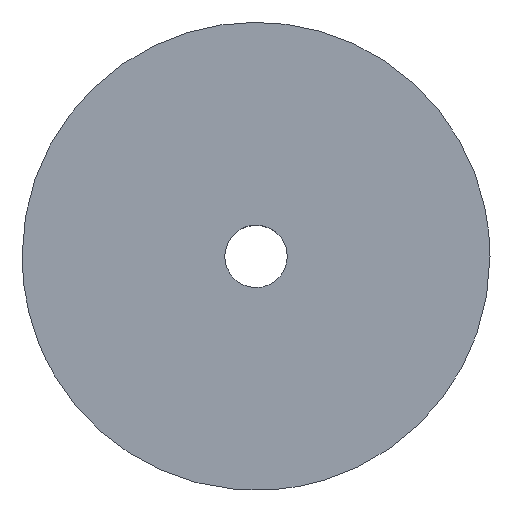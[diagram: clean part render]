
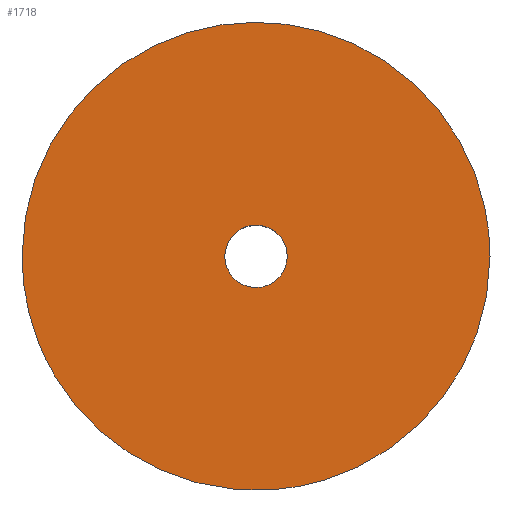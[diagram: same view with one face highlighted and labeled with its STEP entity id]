
A CAD part, top view. The second image highlights one B-rep face of the part: STEP entity #1718.
In plain terms, the highlighted free-form (B-spline) face has degree [1, 1] with [2, 2] control points.
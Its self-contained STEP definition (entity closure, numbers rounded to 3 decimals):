
#557=CARTESIAN_POINT('',(0.122,-1.996,16.0));
#558=VERTEX_POINT('',#557);
#564=CARTESIAN_POINT('',(2.0,0.0,16.0));
#565=VERTEX_POINT('',#564);
#566=CARTESIAN_POINT('',(2.0,0.0,16.0));
#567=CARTESIAN_POINT('',(2.,-1.881,16.));
#568=CARTESIAN_POINT('',(0.122,-1.996,16.0));
#576=(BOUNDED_CURVE()B_SPLINE_CURVE(2,(#566,#567,#568),.UNSPECIFIED.,.F.,.U.)B_SPLINE_CURVE_WITH_KNOTS((3,3),(0.5,0.739),.UNSPECIFIED.)CURVE()GEOMETRIC_REPRESENTATION_ITEM()RATIONAL_B_SPLINE_CURVE((1.0,0.72,0.976))REPRESENTATION_ITEM(''));
#577=EDGE_CURVE('',#565,#558,#576,.T.);
#579=CARTESIAN_POINT('',(-0.236,1.986,16.0));
#580=VERTEX_POINT('',#579);
#581=CARTESIAN_POINT('',(-0.236,1.986,16.));
#582=CARTESIAN_POINT('',(-0.118,2.,16.0));
#583=CARTESIAN_POINT('',(0.0,2.0,16.0));
#584=CARTESIAN_POINT('',(2.,2.,16.));
#585=CARTESIAN_POINT('',(2.0,0.0,16.0));
#593=(BOUNDED_CURVE()B_SPLINE_CURVE(2,(#581,#582,#583,#584,#585),.UNSPECIFIED.,.F.,.U.)B_SPLINE_CURVE_WITH_KNOTS((3,2,3),(0.23,0.25,0.5),.UNSPECIFIED.)CURVE()GEOMETRIC_REPRESENTATION_ITEM()RATIONAL_B_SPLINE_CURVE((0.956,0.976,1.0,0.707,1.0))REPRESENTATION_ITEM(''));
#594=EDGE_CURVE('',#580,#565,#593,.T.);
#638=CARTESIAN_POINT('',(-2.0,0.0,16.0));
#639=VERTEX_POINT('',#638);
#640=CARTESIAN_POINT('',(-2.0,0.0,16.0));
#641=CARTESIAN_POINT('',(-2.,1.776,16.));
#642=CARTESIAN_POINT('',(-0.236,1.986,16.));
#650=(BOUNDED_CURVE()B_SPLINE_CURVE(2,(#640,#641,#642),.UNSPECIFIED.,.F.,.U.)B_SPLINE_CURVE_WITH_KNOTS((3,3),(0.0,0.23),.UNSPECIFIED.)CURVE()GEOMETRIC_REPRESENTATION_ITEM()RATIONAL_B_SPLINE_CURVE((1.0,0.731,0.956))REPRESENTATION_ITEM(''));
#651=EDGE_CURVE('',#639,#580,#650,.T.);
#653=CARTESIAN_POINT('',(0.122,-1.996,16.0));
#654=CARTESIAN_POINT('',(0.061,-2.,16.));
#655=CARTESIAN_POINT('',(0.0,-2.0,16.0));
#656=CARTESIAN_POINT('',(-2.,-2.,16.));
#657=CARTESIAN_POINT('',(-2.0,0.0,16.0));
#665=(BOUNDED_CURVE()B_SPLINE_CURVE(2,(#653,#654,#655,#656,#657),.UNSPECIFIED.,.F.,.U.)B_SPLINE_CURVE_WITH_KNOTS((3,2,3),(0.739,0.75,1.0),.UNSPECIFIED.)CURVE()GEOMETRIC_REPRESENTATION_ITEM()RATIONAL_B_SPLINE_CURVE((0.976,0.988,1.0,0.707,1.0))REPRESENTATION_ITEM(''));
#666=EDGE_CURVE('',#558,#639,#665,.T.);
#1290=CARTESIAN_POINT('',(1.177,-14.954,16.));
#1291=VERTEX_POINT('',#1290);
#1297=CARTESIAN_POINT('',(-13.948,-5.519,16.));
#1298=VERTEX_POINT('',#1297);
#1299=CARTESIAN_POINT('',(1.177,-14.954,16.));
#1300=CARTESIAN_POINT('',(0.589,-15.,16.));
#1301=CARTESIAN_POINT('',(0.,-15.,16.));
#1302=CARTESIAN_POINT('',(-10.197,-15.,16.));
#1303=CARTESIAN_POINT('',(-13.948,-5.519,16.));
#1311=(BOUNDED_CURVE()B_SPLINE_CURVE(2,(#1299,#1300,#1301,#1302,#1303),.UNSPECIFIED.,.F.,.U.)B_SPLINE_CURVE_WITH_KNOTS((3,2,3),(0.736,0.75,0.938),.UNSPECIFIED.)CURVE()GEOMETRIC_REPRESENTATION_ITEM()RATIONAL_B_SPLINE_CURVE((0.97,0.984,1.0,0.78,0.89))REPRESENTATION_ITEM(''));
#1312=EDGE_CURVE('',#1291,#1298,#1311,.T.);
#1364=CARTESIAN_POINT('',(-15.0,0.0,16.0));
#1365=VERTEX_POINT('',#1364);
#1366=CARTESIAN_POINT('',(-13.948,-5.519,16.));
#1367=CARTESIAN_POINT('',(-15.,-2.86,16.));
#1368=CARTESIAN_POINT('',(-15.0,0.0,16.0));
#1376=(BOUNDED_CURVE()B_SPLINE_CURVE(2,(#1366,#1367,#1368),.UNSPECIFIED.,.F.,.U.)B_SPLINE_CURVE_WITH_KNOTS((3,3),(0.938,1.0),.UNSPECIFIED.)CURVE()GEOMETRIC_REPRESENTATION_ITEM()RATIONAL_B_SPLINE_CURVE((0.89,0.927,1.0))REPRESENTATION_ITEM(''));
#1377=EDGE_CURVE('',#1298,#1365,#1376,.T.);
#1379=CARTESIAN_POINT('',(15.0,0.0,16.0));
#1380=VERTEX_POINT('',#1379);
#1381=CARTESIAN_POINT('',(-15.0,0.0,16.0));
#1382=CARTESIAN_POINT('',(-15.,15.,16.0));
#1383=CARTESIAN_POINT('',(0.0,15.0,16.0));
#1384=CARTESIAN_POINT('',(15.,15.,16.0));
#1385=CARTESIAN_POINT('',(15.0,0.0,16.0));
#1393=(BOUNDED_CURVE()B_SPLINE_CURVE(2,(#1381,#1382,#1383,#1384,#1385),.UNSPECIFIED.,.F.,.U.)B_SPLINE_CURVE_WITH_KNOTS((3,2,3),(0.0,0.25,0.5),.UNSPECIFIED.)CURVE()GEOMETRIC_REPRESENTATION_ITEM()RATIONAL_B_SPLINE_CURVE((1.0,0.707,1.0,0.707,1.0))REPRESENTATION_ITEM(''));
#1394=EDGE_CURVE('',#1365,#1380,#1393,.T.);
#1396=CARTESIAN_POINT('',(15.0,0.0,16.0));
#1397=CARTESIAN_POINT('',(15.,-13.866,16.));
#1398=CARTESIAN_POINT('',(1.177,-14.954,16.));
#1406=(BOUNDED_CURVE()B_SPLINE_CURVE(2,(#1396,#1397,#1398),.UNSPECIFIED.,.F.,.U.)B_SPLINE_CURVE_WITH_KNOTS((3,3),(0.5,0.736),.UNSPECIFIED.)CURVE()GEOMETRIC_REPRESENTATION_ITEM()RATIONAL_B_SPLINE_CURVE((1.0,0.723,0.97))REPRESENTATION_ITEM(''));
#1407=EDGE_CURVE('',#1380,#1291,#1406,.T.);
#1701=CARTESIAN_POINT('',(16.498,-16.498,16.0));
#1702=CARTESIAN_POINT('',(-16.499,-16.498,16.0));
#1703=CARTESIAN_POINT('',(16.498,16.498,16.0));
#1704=CARTESIAN_POINT('',(-16.499,16.498,16.0));
#1705=B_SPLINE_SURFACE_WITH_KNOTS('',1,1,((#1701,#1703),(#1702,#1704)),.UNSPECIFIED.,.F.,.F.,.U.,(2,2),(2,2),(0.0,32.997),(0.0,32.997),.UNSPECIFIED.);
#1706=ORIENTED_EDGE('',*,*,#1377,.F.);
#1707=ORIENTED_EDGE('',*,*,#1312,.F.);
#1708=ORIENTED_EDGE('',*,*,#1407,.F.);
#1709=ORIENTED_EDGE('',*,*,#1394,.F.);
#1710=EDGE_LOOP('',(#1706,#1707,#1708,#1709));
#1711=FACE_OUTER_BOUND('',#1710,.T.);
#1712=ORIENTED_EDGE('',*,*,#577,.T.);
#1713=ORIENTED_EDGE('',*,*,#666,.T.);
#1714=ORIENTED_EDGE('',*,*,#651,.T.);
#1715=ORIENTED_EDGE('',*,*,#594,.T.);
#1716=EDGE_LOOP('',(#1712,#1713,#1714,#1715));
#1717=FACE_BOUND('',#1716,.T.);
#1718=ADVANCED_FACE('',(#1711,#1717),#1705,.F.);
